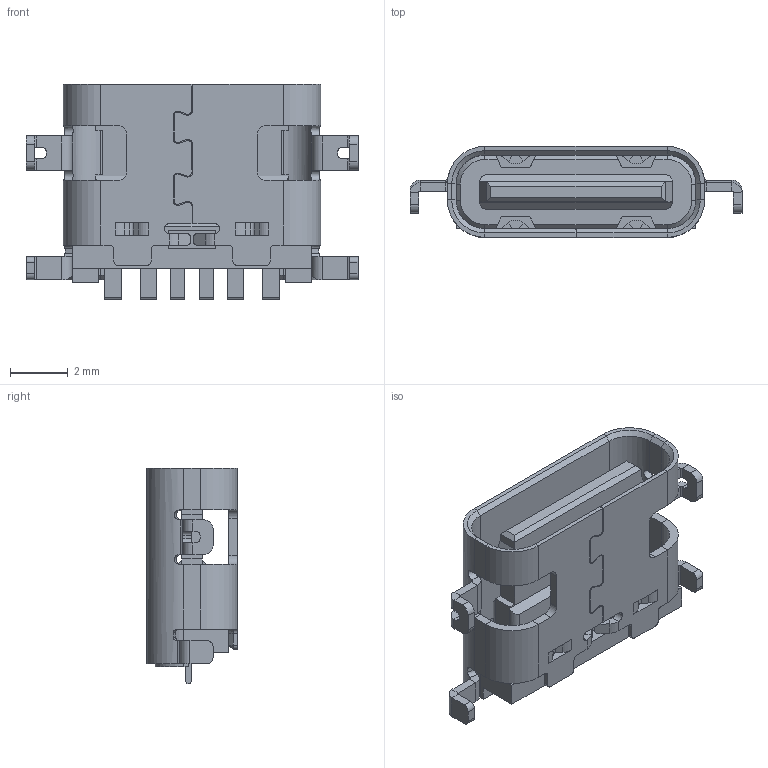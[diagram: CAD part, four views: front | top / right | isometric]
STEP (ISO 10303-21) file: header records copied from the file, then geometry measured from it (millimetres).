
FILE_DESCRIPTION (( 'STEP AP214' ), '1' );
FILE_NAME ('USB4515-GF-A.STEP', '2022-03-03T19:10:23', ( '' ), ( '' ), 'SwSTEP 2.0', 'SolidWorks 2017', '' );
FILE_SCHEMA (( 'AUTOMOTIVE_DESIGN' ));
Length unit declared in the file: millimetre
Products named in the file (1): USB4515-GF-A
Bounding box: 11.54 x 3.16 x 7.5 mm (x, y, z)
Volume: 92.8 mm3; surface area: 437.5 mm2
Topology: 12 solids, 12 shells, 573 faces, 1385 edges, 826 vertices
Faces by surface type: plane 403, cylinder 134, cone 28, bspline 8
Entity records: 16802 total; most frequent: CARTESIAN_POINT 3265, DIRECTION 2785, ORIENTED_EDGE 2762, EDGE_CURVE 1381, VECTOR 1049, LINE 1049, AXIS2_PLACEMENT_3D 868, VERTEX_POINT 826
